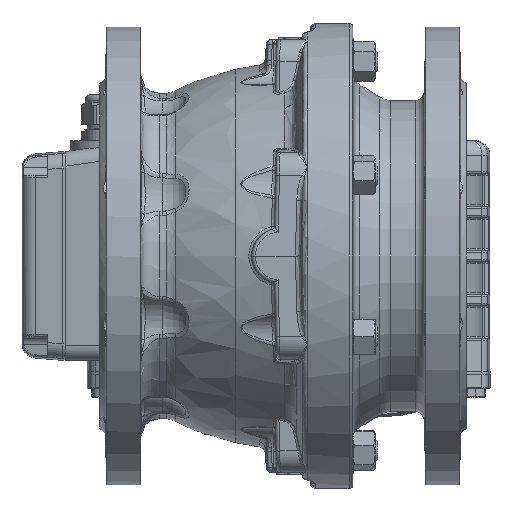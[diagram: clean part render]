
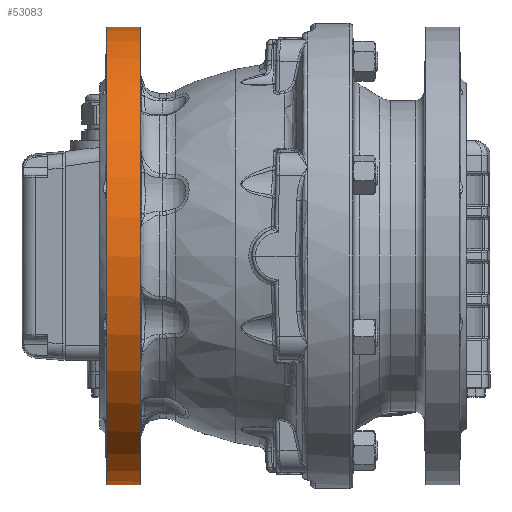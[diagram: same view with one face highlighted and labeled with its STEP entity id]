
A CAD part, front view. The second image highlights one B-rep face of the part: STEP entity #53083.
In plain terms, the highlighted cylindrical face has radius 125 mm (diameter 250 mm), a full revolution.
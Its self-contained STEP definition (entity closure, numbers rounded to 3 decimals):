
#9326=CYLINDRICAL_SURFACE('',#56967,125.);
#12936=ORIENTED_EDGE('',*,*,#29221,.F.);
#12937=ORIENTED_EDGE('',*,*,#29212,.T.);
#29212=EDGE_CURVE('',#37378,#37378,#42508,.T.);
#29221=EDGE_CURVE('',#37379,#37379,#42509,.T.);
#37378=VERTEX_POINT('',#78406);
#37379=VERTEX_POINT('',#78511);
#42508=CIRCLE('',#56966,125.);
#42509=CIRCLE('',#56968,125.);
#45135=EDGE_LOOP('',(#12936));
#45136=EDGE_LOOP('',(#12937));
#49044=FACE_BOUND('',#45135,.T.);
#49045=FACE_BOUND('',#45136,.T.);
#53083=ADVANCED_FACE('',(#49044,#49045),#9326,.T.);
#56966=AXIS2_PLACEMENT_3D('',#78405,#62700,#62701);
#56967=AXIS2_PLACEMENT_3D('',#78509,#62702,#62703);
#56968=AXIS2_PLACEMENT_3D('',#78510,#62704,#62705);
#62700=DIRECTION('',(1.,0.,0.));
#62701=DIRECTION('',(0.,0.,-1.));
#62702=DIRECTION('',(1.,0.,0.));
#62703=DIRECTION('',(0.,0.,-1.));
#62704=DIRECTION('',(1.,0.,0.));
#62705=DIRECTION('',(0.,0.,-1.));
#78405=CARTESIAN_POINT('',(-88.267,0.,0.));
#78406=CARTESIAN_POINT('',(-88.267,0.,-125.));
#78509=CARTESIAN_POINT('',(0.,0.,0.));
#78510=CARTESIAN_POINT('',(-70.,0.,0.));
#78511=CARTESIAN_POINT('',(-70.,0.,-125.));
